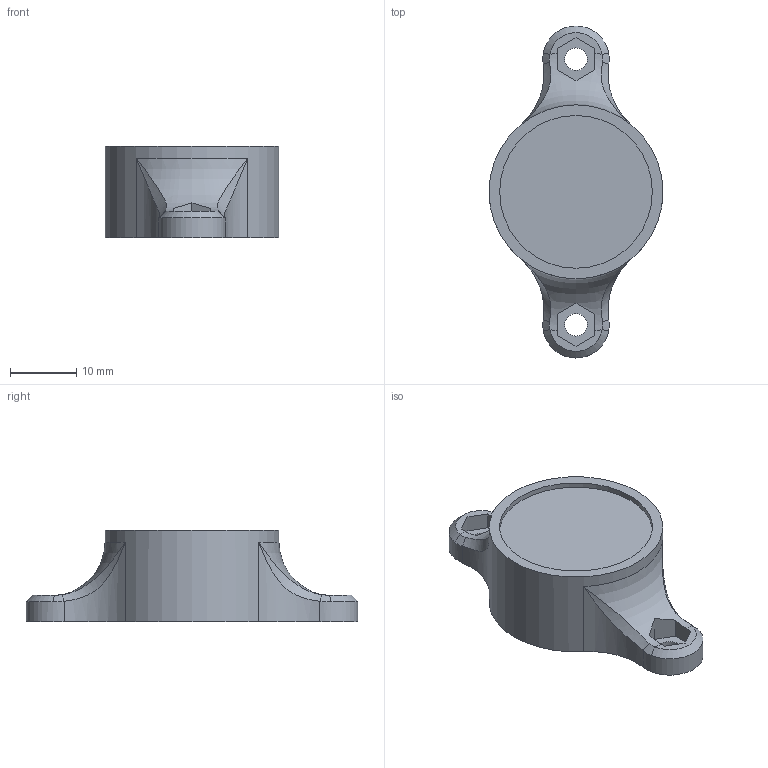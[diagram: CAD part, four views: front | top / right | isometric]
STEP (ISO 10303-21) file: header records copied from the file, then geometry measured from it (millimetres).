
FILE_DESCRIPTION(('STEP AP242'), '1');
FILE_NAME('Support', '', ('UNSPECIFIED'), ('UNSPECIFIED'), 'C3D Converter', 'C3D Toolkit', '');
FILE_SCHEMA(('AP242_MANAGED_MODEL_BASED_3D_ENGINEERING_MIM_LF { 1 0 10303 442 1 1 4 }'));
Length unit declared in the file: millimetre
Products named in the file (3): -02
Assembly tree (2 placements, depth 3):
  (unnamed)
    -02
      (unnamed)
Bounding box: 26.2 x 50 x 13.8 mm (x, y, z)
Volume: 8180.1 mm3; surface area: 2933.2 mm2
Topology: 1 solids, 1 shells, 41 faces, 106 edges, 64 vertices
Faces by surface type: plane 19, cylinder 10, bspline 8, torus 2, cone 2
Full cylindrical faces by diameter (mm): 3.4 x2, 23 x1, 26.2 x1
Entity records: 1950 total; most frequent: CARTESIAN_POINT 892, ORIENTED_EDGE 196, DIRECTION 168, EDGE_CURVE 98, VERTEX_POINT 64, AXIS2_PLACEMENT_3D 62, EDGE_LOOP 50, LINE 44
